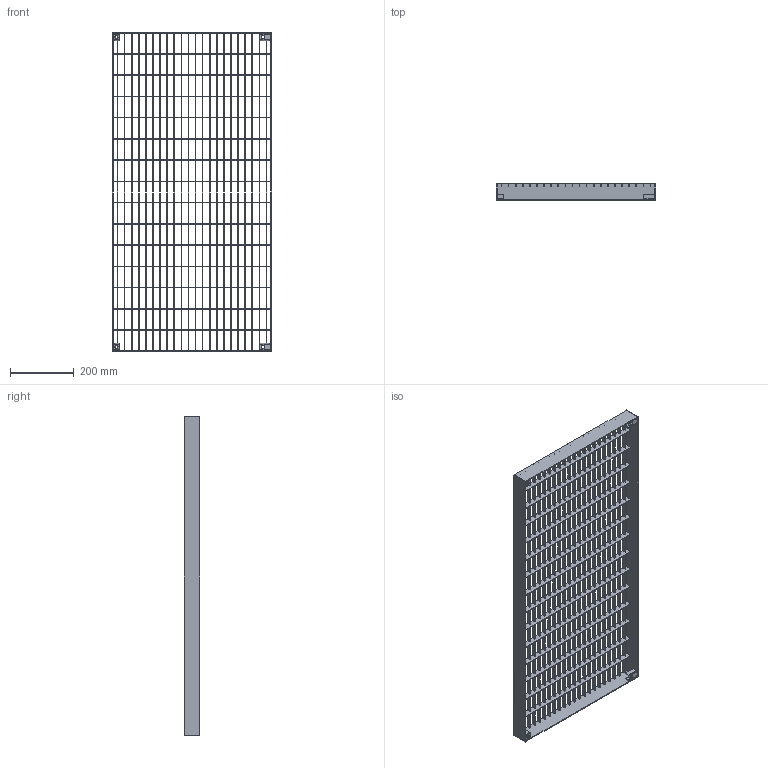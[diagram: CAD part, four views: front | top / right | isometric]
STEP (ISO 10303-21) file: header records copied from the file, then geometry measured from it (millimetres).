
FILE_DESCRIPTION (( 'STEP AP203' ), '1' );
FILE_NAME ('13013510G_Trinrist_500x1000_20x60_20x2_mm_.STEP', '2015-01-06T05:53:01', ( '' ), ( '' ), 'SwSTEP 2.0', 'SolidWorks 2013', '' );
FILE_SCHEMA (( 'CONFIG_CONTROL_DESIGN' ));
Length unit declared in the file: millimetre
Products named in the file (7): 13013510G_Kantstaal_50x3x1000_mm_; 13013510G_Benbeslag_kort_model; 13013510G_Benbeslag_lang_model; 13013510G_Trinrist_500x1000_20x60_20x2_mm_; 13013510G_Ribbe_20x2x494_mm_; 13013510G_Tvaerstav_20x2x994_mm_; 13013510G_Kantstaal_50x3x494_mm_
Assembly tree (44 placements, depth 2):
  13013510G_Trinrist_500x1000_20x60_20x2_mm_
    13013510G_Ribbe_20x2x494_mm_  x14
    13013510G_Tvaerstav_20x2x994_mm_  x22
    13013510G_Kantstaal_50x3x494_mm_  x2
    13013510G_Kantstaal_50x3x1000_mm_  x2
    13013510G_Benbeslag_kort_model  x2
    13013510G_Benbeslag_lang_model  x2
Bounding box: 500 x 50 x 1000 mm (x, y, z)
Volume: 1160006.7 mm3; surface area: 1160766.5 mm2
Topology: 44 solids, 44 shells, 1580 faces, 4412 edges, 2920 vertices
Faces by surface type: plane 1536, cylinder 36, bspline 8
Full cylindrical faces by diameter (mm): 10 x4
Entity records: 7125 total; most frequent: CARTESIAN_POINT 1185, DIRECTION 858, ORIENTED_EDGE 856, EDGE_CURVE 428, VECTOR 384, LINE 384, VERTEX_POINT 276, AXIS2_PLACEMENT_3D 237
